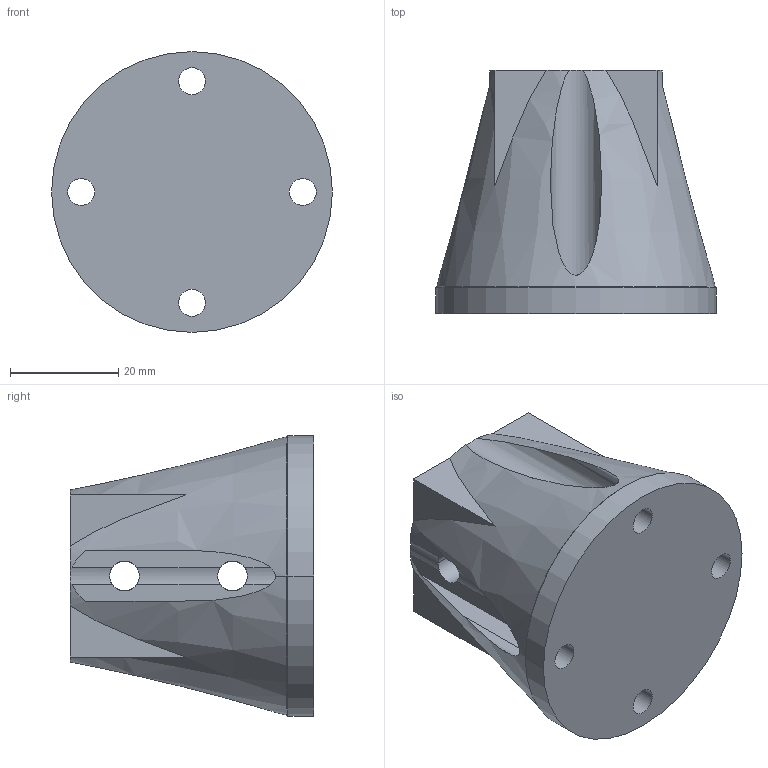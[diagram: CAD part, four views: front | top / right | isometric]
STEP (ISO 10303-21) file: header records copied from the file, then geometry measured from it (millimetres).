
FILE_DESCRIPTION((''),'2;1');
FILE_NAME('OBMP-FAM-B-1000','2023-10-11T17:34:51',('ccha425'),('Department of Mechanical Engineering, The University of Auckland'),'CREO PARAMETRIC BY PTC INC, 2017260','CREO PARAMETRIC BY PTC INC, 2017260','');
FILE_SCHEMA(('CONFIG_CONTROL_DESIGN'));
Length unit declared in the file: millimetre
Products named in the file (1): OBMP-FAM-B-1000
Bounding box: 52 x 45 x 52 mm (x, y, z)
Volume: 40534.8 mm3; surface area: 15057.7 mm2
Topology: 1 solids, 1 shells, 62 faces, 185 edges, 122 vertices
Faces by surface type: cylinder 30, plane 28, cone 4
Entity records: 2438 total; most frequent: CARTESIAN_POINT 736, ORIENTED_EDGE 370, DIRECTION 320, EDGE_CURVE 185, VERTEX_POINT 122, AXIS2_PLACEMENT_3D 120, VECTOR 80, LINE 80
